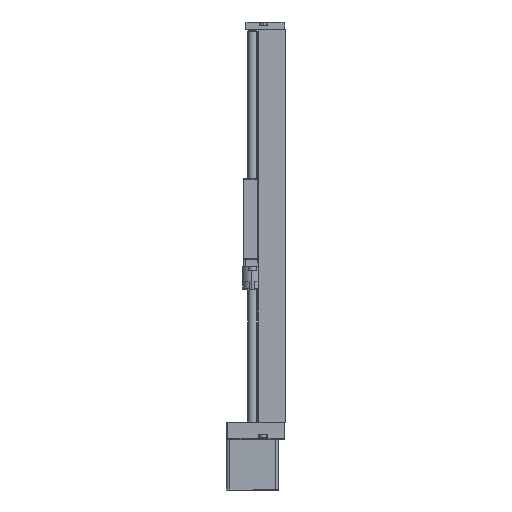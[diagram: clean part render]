
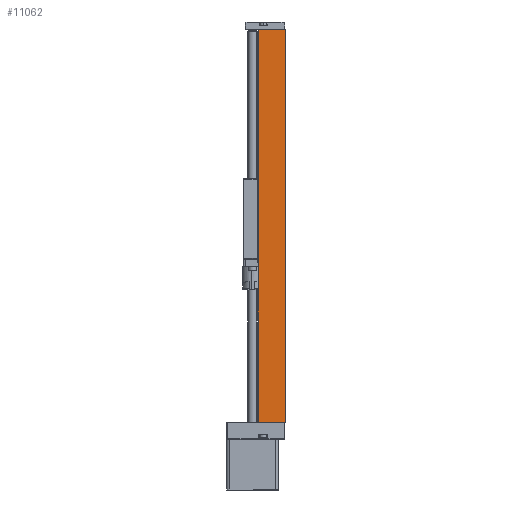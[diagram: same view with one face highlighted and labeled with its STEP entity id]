
A CAD part, left-side view. The second image highlights one B-rep face of the part: STEP entity #11062.
In plain terms, the highlighted planar face has unit normal (-1, 0, 0).
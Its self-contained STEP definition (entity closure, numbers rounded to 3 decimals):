
#607 = DIRECTION ( 'NONE',  ( 1., 0., 0. ) ) ;
#714 = VECTOR ( 'NONE', #43360, 1000. ) ;
#864 = VERTEX_POINT ( 'NONE', #41850 ) ;
#1519 = ORIENTED_EDGE ( 'NONE', *, *, #22700, .T. ) ;
#2190 = EDGE_CURVE ( 'NONE', #28977, #4191, #23234, .T. ) ;
#2451 = CARTESIAN_POINT ( 'NONE',  ( -21.755, 0., 268. ) ) ;
#2981 = CARTESIAN_POINT ( 'NONE',  ( -21.755, 18.5, 268. ) ) ;
#3242 = DIRECTION ( 'NONE',  ( 0., 0., -1. ) ) ;
#3991 = CARTESIAN_POINT ( 'NONE',  ( -21.755, 5., 0. ) ) ;
#4191 = VERTEX_POINT ( 'NONE', #39741 ) ;
#4903 = CARTESIAN_POINT ( 'NONE',  ( -21.755, 0., 268. ) ) ;
#5313 = VECTOR ( 'NONE', #41608, 1000. ) ;
#5638 = LINE ( 'NONE', #2981, #11218 ) ;
#7347 = CARTESIAN_POINT ( 'NONE',  ( -21.755, 18.5, 268. ) ) ;
#10112 = FACE_OUTER_BOUND ( 'NONE', #37429, .T. ) ;
#11062 = ADVANCED_FACE ( 'NONE', ( #10112 ), #37110, .F. ) ;
#11218 = VECTOR ( 'NONE', #18917, 1000. ) ;
#15931 = DIRECTION ( 'NONE',  ( 0., -1., 0. ) ) ;
#17650 = ORIENTED_EDGE ( 'NONE', *, *, #2190, .F. ) ;
#17772 = VERTEX_POINT ( 'NONE', #7347 ) ;
#18917 = DIRECTION ( 'NONE',  ( 0., 0., -1. ) ) ;
#19093 = EDGE_CURVE ( 'NONE', #864, #4191, #31426, .T. ) ;
#22700 = EDGE_CURVE ( 'NONE', #17772, #864, #5638, .T. ) ;
#23234 = LINE ( 'NONE', #2451, #714 ) ;
#23447 = LINE ( 'NONE', #30087, #31732 ) ;
#24203 = EDGE_CURVE ( 'NONE', #17772, #28977, #23447, .T. ) ;
#27143 = CARTESIAN_POINT ( 'NONE',  ( -21.755, 5., 268. ) ) ;
#28977 = VERTEX_POINT ( 'NONE', #4903 ) ;
#30087 = CARTESIAN_POINT ( 'NONE',  ( -21.755, 0., 268. ) ) ;
#31426 = LINE ( 'NONE', #3991, #5313 ) ;
#31732 = VECTOR ( 'NONE', #15931, 1000. ) ;
#34900 = ORIENTED_EDGE ( 'NONE', *, *, #19093, .T. ) ;
#37110 = PLANE ( 'NONE',  #37570 ) ;
#37429 = EDGE_LOOP ( 'NONE', ( #34900, #17650, #43373, #1519 ) ) ;
#37570 = AXIS2_PLACEMENT_3D ( 'NONE', #27143, #607, #3242 ) ;
#39741 = CARTESIAN_POINT ( 'NONE',  ( -21.755, 0., 0. ) ) ;
#41608 = DIRECTION ( 'NONE',  ( 0., -1., 0. ) ) ;
#41850 = CARTESIAN_POINT ( 'NONE',  ( -21.755, 18.5, 0. ) ) ;
#43360 = DIRECTION ( 'NONE',  ( 0., 0., -1. ) ) ;
#43373 = ORIENTED_EDGE ( 'NONE', *, *, #24203, .F. ) ;
